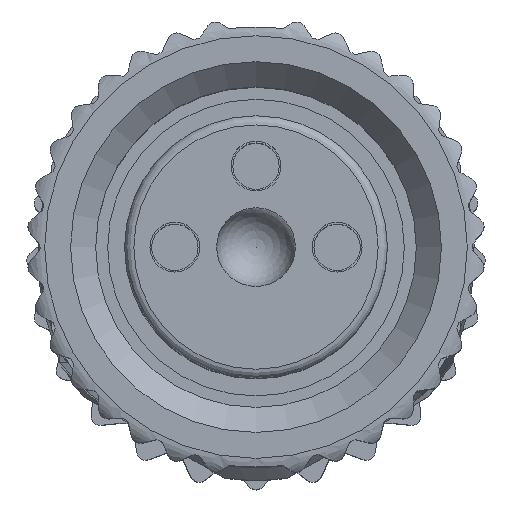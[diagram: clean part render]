
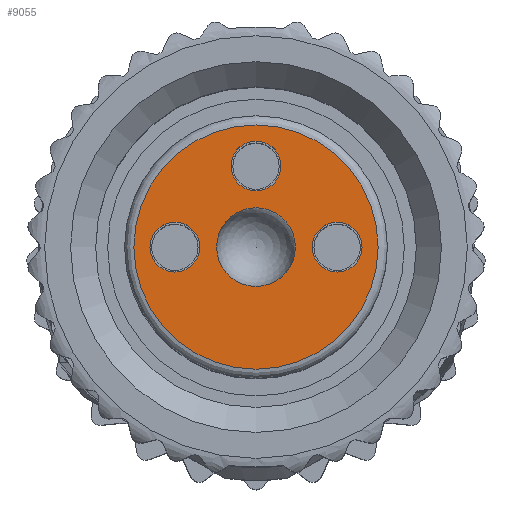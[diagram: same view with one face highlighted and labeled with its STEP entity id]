
A CAD part, top view. The second image highlights one B-rep face of the part: STEP entity #9055.
In plain terms, the highlighted planar face has unit normal (0, 0, 1).
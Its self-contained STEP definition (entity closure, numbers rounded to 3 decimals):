
#297=PLANE('',#9549);
#1564=CIRCLE('',#9548,2.635);
#1565=CIRCLE('',#9550,0.85);
#1566=CIRCLE('',#9551,0.538);
#1567=CIRCLE('',#9552,0.538);
#1568=CIRCLE('',#9553,0.538);
#2690=ORIENTED_EDGE('',*,*,#4162,.T.);
#2691=ORIENTED_EDGE('',*,*,#4163,.T.);
#2692=ORIENTED_EDGE('',*,*,#4164,.T.);
#2693=ORIENTED_EDGE('',*,*,#4165,.T.);
#2694=ORIENTED_EDGE('',*,*,#4161,.F.);
#4161=EDGE_CURVE('',#4961,#4961,#1564,.T.);
#4162=EDGE_CURVE('',#4962,#4962,#1565,.T.);
#4163=EDGE_CURVE('',#4963,#4963,#1566,.F.);
#4164=EDGE_CURVE('',#4964,#4964,#1567,.T.);
#4165=EDGE_CURVE('',#4965,#4965,#1568,.T.);
#4961=VERTEX_POINT('',#13238);
#4962=VERTEX_POINT('',#13241);
#4963=VERTEX_POINT('',#13243);
#4964=VERTEX_POINT('',#13245);
#4965=VERTEX_POINT('',#13247);
#5468=EDGE_LOOP('',(#2690));
#5469=EDGE_LOOP('',(#2691));
#5470=EDGE_LOOP('',(#2692));
#5471=EDGE_LOOP('',(#2693));
#5472=EDGE_LOOP('',(#2694));
#5886=FACE_BOUND('',#5468,.T.);
#5887=FACE_BOUND('',#5469,.T.);
#5888=FACE_BOUND('',#5470,.T.);
#5889=FACE_BOUND('',#5471,.T.);
#5890=FACE_BOUND('',#5472,.T.);
#9055=ADVANCED_FACE('',(#5886,#5887,#5888,#5889,#5890),#297,.T.);
#9548=AXIS2_PLACEMENT_3D('',#13237,#10731,#10732);
#9549=AXIS2_PLACEMENT_3D('',#13239,#10733,#10734);
#9550=AXIS2_PLACEMENT_3D('',#13240,#10735,#10736);
#9551=AXIS2_PLACEMENT_3D('',#13242,#10737,#10738);
#9552=AXIS2_PLACEMENT_3D('',#13244,#10739,#10740);
#9553=AXIS2_PLACEMENT_3D('',#13246,#10741,#10742);
#10731=DIRECTION('',(0.,0.,-1.));
#10732=DIRECTION('',(-1.,0.,0.));
#10733=DIRECTION('',(0.,0.,1.));
#10734=DIRECTION('',(1.,0.,0.));
#10735=DIRECTION('',(0.,0.,-1.));
#10736=DIRECTION('',(-1.,0.,0.));
#10737=DIRECTION('',(0.,0.,1.));
#10738=DIRECTION('',(1.,0.,0.));
#10739=DIRECTION('',(0.,0.,-1.));
#10740=DIRECTION('',(-1.,0.,0.));
#10741=DIRECTION('',(0.,0.,-1.));
#10742=DIRECTION('',(-1.,0.,0.));
#13237=CARTESIAN_POINT('',(0.,0.,-0.45));
#13238=CARTESIAN_POINT('',(-2.635,0.,-0.45));
#13239=CARTESIAN_POINT('',(0.,2.635,-0.45));
#13240=CARTESIAN_POINT('',(0.,0.,-0.45));
#13241=CARTESIAN_POINT('',(-0.85,0.,-0.45));
#13242=CARTESIAN_POINT('',(0.,1.75,-0.45));
#13243=CARTESIAN_POINT('',(0.538,1.75,-0.45));
#13244=CARTESIAN_POINT('',(-1.75,0.,-0.45));
#13245=CARTESIAN_POINT('',(-2.288,0.,-0.45));
#13246=CARTESIAN_POINT('',(1.75,0.,-0.45));
#13247=CARTESIAN_POINT('',(1.213,0.,-0.45));
